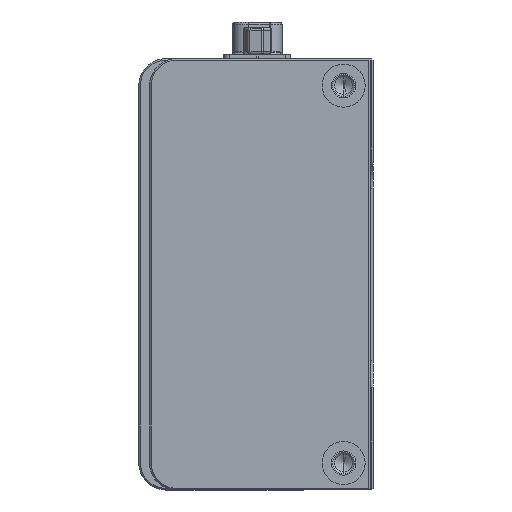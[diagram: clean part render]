
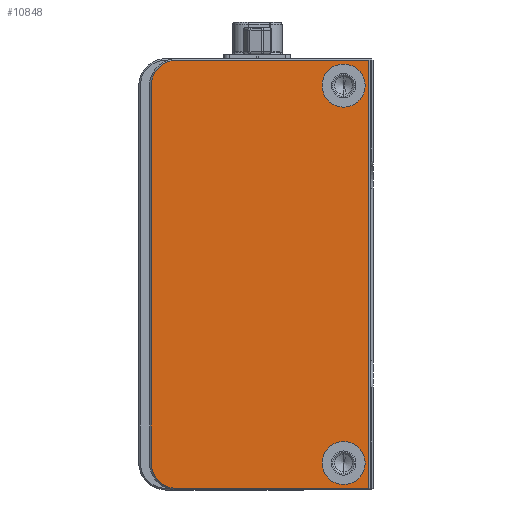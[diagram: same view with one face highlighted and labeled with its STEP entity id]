
A CAD part, left-side view. The second image highlights one B-rep face of the part: STEP entity #10848.
In plain terms, the highlighted planar face has unit normal (-1, 0, 0).
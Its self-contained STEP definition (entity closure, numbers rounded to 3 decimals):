
#1254 = CARTESIAN_POINT ( 'NONE',  ( 0., 41.2, -75. ) ) ;
#2091 = DIRECTION ( 'NONE',  ( -1., 0., 0. ) ) ;
#6135 = AXIS2_PLACEMENT_3D ( 'NONE', #57580, #114435, #76900 ) ;
#8464 = VERTEX_POINT ( 'NONE', #51170 ) ;
#8887 = ORIENTED_EDGE ( 'NONE', *, *, #17018, .F. ) ;
#9381 = CARTESIAN_POINT ( 'NONE',  ( 0., 36.5, -5. ) ) ;
#9533 = CIRCLE ( 'NONE', #117581, 4.7 ) ;
#10848 = ADVANCED_FACE ( 'NONE', ( #68104, #57866, #71067 ), #67743, .T. ) ;
#13177 = VERTEX_POINT ( 'NONE', #109058 ) ;
#13778 = CARTESIAN_POINT ( 'NONE',  ( 0., 36.5, -0.3 ) ) ;
#14167 = LINE ( 'NONE', #37886, #61485 ) ;
#15459 = CARTESIAN_POINT ( 'NONE',  ( 0., 41.2, -5. ) ) ;
#15903 = ORIENTED_EDGE ( 'NONE', *, *, #55551, .F. ) ;
#17018 = EDGE_CURVE ( 'NONE', #8464, #13177, #96931, .T. ) ;
#18334 = VERTEX_POINT ( 'NONE', #83160 ) ;
#22036 = ORIENTED_EDGE ( 'NONE', *, *, #45427, .F. ) ;
#25047 = CARTESIAN_POINT ( 'NONE',  ( 0., 36.5, -0.3 ) ) ;
#32315 = EDGE_LOOP ( 'NONE', ( #15903, #52374 ) ) ;
#32932 = AXIS2_PLACEMENT_3D ( 'NONE', #36588, #73241, #82338 ) ;
#33225 = CARTESIAN_POINT ( 'NONE',  ( 0., 0.8, -79.7 ) ) ;
#35661 = VERTEX_POINT ( 'NONE', #103145 ) ;
#36588 = CARTESIAN_POINT ( 'NONE',  ( 0., 36.5, -75. ) ) ;
#36687 = CARTESIAN_POINT ( 'NONE',  ( 0., 0.5, -79.7 ) ) ;
#37886 = CARTESIAN_POINT ( 'NONE',  ( 0., 0.8, 0. ) ) ;
#40183 = CARTESIAN_POINT ( 'NONE',  ( 0., 21., -40. ) ) ;
#40390 = AXIS2_PLACEMENT_3D ( 'NONE', #40183, #2091, #114346 ) ;
#42012 = AXIS2_PLACEMENT_3D ( 'NONE', #94727, #56438, #103819 ) ;
#44609 = VECTOR ( 'NONE', #70540, 1000. ) ;
#45427 = EDGE_CURVE ( 'NONE', #13177, #8464, #101958, .T. ) ;
#47690 = ORIENTED_EDGE ( 'NONE', *, *, #50162, .T. ) ;
#50162 = EDGE_CURVE ( 'NONE', #85485, #77758, #14167, .T. ) ;
#51170 = CARTESIAN_POINT ( 'NONE',  ( 0., 5.5, -79. ) ) ;
#51635 = VERTEX_POINT ( 'NONE', #117180 ) ;
#52319 = AXIS2_PLACEMENT_3D ( 'NONE', #81083, #119835, #101278 ) ;
#52374 = ORIENTED_EDGE ( 'NONE', *, *, #95998, .F. ) ;
#52516 = EDGE_CURVE ( 'NONE', #18334, #85485, #118257, .T. ) ;
#53020 = EDGE_CURVE ( 'NONE', #51635, #18334, #76691, .T. ) ;
#53995 = ORIENTED_EDGE ( 'NONE', *, *, #78979, .T. ) ;
#54371 = ORIENTED_EDGE ( 'NONE', *, *, #52516, .T. ) ;
#55551 = EDGE_CURVE ( 'NONE', #110472, #35661, #67593, .T. ) ;
#56438 = DIRECTION ( 'NONE',  ( -1., 0., 0. ) ) ;
#57580 = CARTESIAN_POINT ( 'NONE',  ( 0., 5.5, -75. ) ) ;
#57866 = FACE_BOUND ( 'NONE', #110896, .T. ) ;
#61485 = VECTOR ( 'NONE', #76135, 1000. ) ;
#62232 = VERTEX_POINT ( 'NONE', #13778 ) ;
#62366 = CARTESIAN_POINT ( 'NONE',  ( 0., 5.5, -5. ) ) ;
#63073 = ORIENTED_EDGE ( 'NONE', *, *, #88617, .T. ) ;
#65333 = LINE ( 'NONE', #25047, #102225 ) ;
#67593 = CIRCLE ( 'NONE', #92745, 4. ) ;
#67743 = PLANE ( 'NONE',  #40390 ) ;
#68104 = FACE_OUTER_BOUND ( 'NONE', #111645, .T. ) ;
#69573 = LINE ( 'NONE', #1254, #44609 ) ;
#70173 = DIRECTION ( 'NONE',  ( 0., 0., 1. ) ) ;
#70535 = CARTESIAN_POINT ( 'NONE',  ( 0., 5.5, -1. ) ) ;
#70540 = DIRECTION ( 'NONE',  ( 0., 0., -1. ) ) ;
#71067 = FACE_BOUND ( 'NONE', #32315, .T. ) ;
#71922 = CIRCLE ( 'NONE', #52319, 4. ) ;
#73241 = DIRECTION ( 'NONE',  ( -1., 0., 0. ) ) ;
#75829 = ORIENTED_EDGE ( 'NONE', *, *, #53020, .T. ) ;
#76135 = DIRECTION ( 'NONE',  ( 0., 0., 1. ) ) ;
#76691 = CIRCLE ( 'NONE', #32932, 4.7 ) ;
#76900 = DIRECTION ( 'NONE',  ( 0., 0., 1. ) ) ;
#77758 = VERTEX_POINT ( 'NONE', #82182 ) ;
#78979 = EDGE_CURVE ( 'NONE', #77758, #62232, #65333, .T. ) ;
#80904 = DIRECTION ( 'NONE',  ( -1., 0., 0. ) ) ;
#81083 = CARTESIAN_POINT ( 'NONE',  ( 0., 5.5, -5. ) ) ;
#82182 = CARTESIAN_POINT ( 'NONE',  ( 0., 0.8, -0.3 ) ) ;
#82338 = DIRECTION ( 'NONE',  ( 0., 0., 1. ) ) ;
#83160 = CARTESIAN_POINT ( 'NONE',  ( 0., 36.5, -79.7 ) ) ;
#83229 = DIRECTION ( 'NONE',  ( 0., -1., 0. ) ) ;
#84090 = DIRECTION ( 'NONE',  ( -1., 0., 0. ) ) ;
#85485 = VERTEX_POINT ( 'NONE', #33225 ) ;
#88617 = EDGE_CURVE ( 'NONE', #105329, #51635, #69573, .T. ) ;
#92745 = AXIS2_PLACEMENT_3D ( 'NONE', #62366, #80904, #70173 ) ;
#93570 = DIRECTION ( 'NONE',  ( 0., 0., 1. ) ) ;
#94727 = CARTESIAN_POINT ( 'NONE',  ( 0., 5.5, -75. ) ) ;
#95998 = EDGE_CURVE ( 'NONE', #35661, #110472, #71922, .T. ) ;
#96931 = CIRCLE ( 'NONE', #6135, 4. ) ;
#101278 = DIRECTION ( 'NONE',  ( 0., 0., 1. ) ) ;
#101958 = CIRCLE ( 'NONE', #42012, 4. ) ;
#102225 = VECTOR ( 'NONE', #108707, 1000. ) ;
#103145 = CARTESIAN_POINT ( 'NONE',  ( 0., 5.5, -9. ) ) ;
#103819 = DIRECTION ( 'NONE',  ( 0., 0., 1. ) ) ;
#105329 = VERTEX_POINT ( 'NONE', #15459 ) ;
#107888 = VECTOR ( 'NONE', #83229, 1000. ) ;
#108707 = DIRECTION ( 'NONE',  ( 0., 1., 0. ) ) ;
#109058 = CARTESIAN_POINT ( 'NONE',  ( 0., 5.5, -71. ) ) ;
#110472 = VERTEX_POINT ( 'NONE', #70535 ) ;
#110896 = EDGE_LOOP ( 'NONE', ( #22036, #8887 ) ) ;
#111645 = EDGE_LOOP ( 'NONE', ( #54371, #47690, #53995, #112943, #63073, #75829 ) ) ;
#112943 = ORIENTED_EDGE ( 'NONE', *, *, #116698, .T. ) ;
#114346 = DIRECTION ( 'NONE',  ( 0., 0., 1. ) ) ;
#114435 = DIRECTION ( 'NONE',  ( -1., 0., 0. ) ) ;
#116698 = EDGE_CURVE ( 'NONE', #62232, #105329, #9533, .T. ) ;
#117180 = CARTESIAN_POINT ( 'NONE',  ( 0., 41.2, -75. ) ) ;
#117581 = AXIS2_PLACEMENT_3D ( 'NONE', #9381, #84090, #93570 ) ;
#118257 = LINE ( 'NONE', #36687, #107888 ) ;
#119835 = DIRECTION ( 'NONE',  ( -1., 0., 0. ) ) ;
